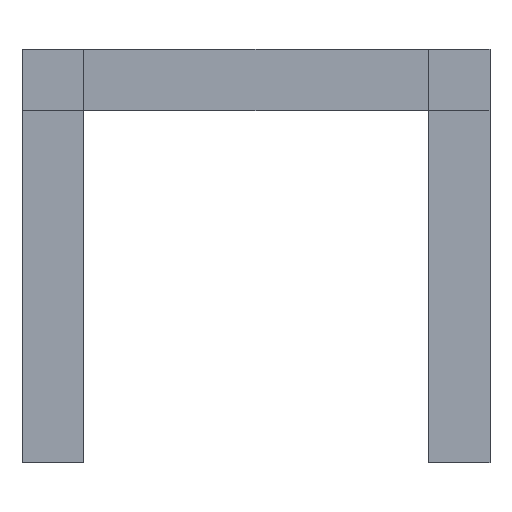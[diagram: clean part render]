
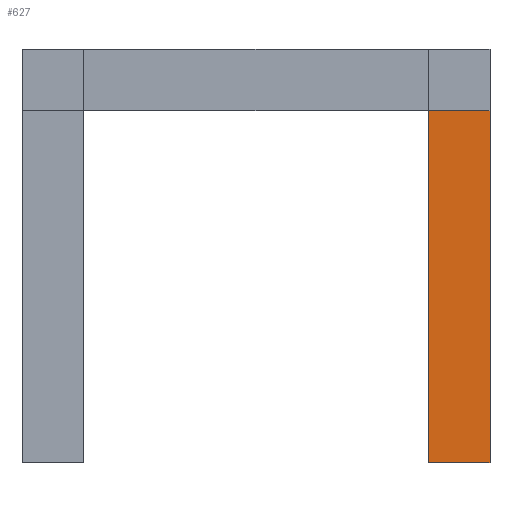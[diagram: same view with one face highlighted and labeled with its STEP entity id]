
A CAD part, top view. The second image highlights one B-rep face of the part: STEP entity #627.
In plain terms, the highlighted planar face has unit normal (0, 0, -1).
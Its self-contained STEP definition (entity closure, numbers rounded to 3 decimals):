
#627 = ADVANCED_FACE('',(#628),#641,.T.);
#628 = FACE_BOUND('',#629,.F.);
#629 = EDGE_LOOP('',(#630,#651,#665,#679));
#630 = ORIENTED_EDGE('',*,*,#631,.T.);
#631 = EDGE_CURVE('',#632,#634,#636,.T.);
#632 = VERTEX_POINT('',#633);
#633 = CARTESIAN_POINT('',(7.,14.3,0.));
#634 = VERTEX_POINT('',#635);
#635 = CARTESIAN_POINT('',(7.,0.,0.));
#636 = SURFACE_CURVE('',#637,(#640),.PCURVE_S1.);
#637 = B_SPLINE_CURVE_WITH_KNOTS('',1,(#638,#639),.UNSPECIFIED.,.F.,.F.,
  (2,2),(0.,1.),.PIECEWISE_BEZIER_KNOTS.);
#638 = CARTESIAN_POINT('',(7.,14.3,0.));
#639 = CARTESIAN_POINT('',(7.,0.,0.));
#640 = PCURVE('',#641,#646);
#641 = PLANE('',#642);
#642 = AXIS2_PLACEMENT_3D('',#643,#644,#645);
#643 = CARTESIAN_POINT('',(7.,14.3,0.));
#644 = DIRECTION('',(0.,0.,-1.));
#645 = DIRECTION('',(-1.,0.,0.));
#646 = DEFINITIONAL_REPRESENTATION('',(#647),#650);
#647 = B_SPLINE_CURVE_WITH_KNOTS('',1,(#648,#649),.UNSPECIFIED.,.F.,.F.,
  (2,2),(0.,1.),.PIECEWISE_BEZIER_KNOTS.);
#648 = CARTESIAN_POINT('',(0.,0.));
#649 = CARTESIAN_POINT('',(0.,-14.3));
#650 = ( GEOMETRIC_REPRESENTATION_CONTEXT(2) 
PARAMETRIC_REPRESENTATION_CONTEXT() REPRESENTATION_CONTEXT('2D SPACE',''
  ) );
#651 = ORIENTED_EDGE('',*,*,#652,.T.);
#652 = EDGE_CURVE('',#634,#653,#655,.T.);
#653 = VERTEX_POINT('',#654);
#654 = CARTESIAN_POINT('',(9.5,0.,0.));
#655 = SURFACE_CURVE('',#656,(#659),.PCURVE_S1.);
#656 = B_SPLINE_CURVE_WITH_KNOTS('',1,(#657,#658),.UNSPECIFIED.,.F.,.F.,
  (2,2),(0.,1.),.PIECEWISE_BEZIER_KNOTS.);
#657 = CARTESIAN_POINT('',(7.,0.,0.));
#658 = CARTESIAN_POINT('',(9.5,0.,0.));
#659 = PCURVE('',#641,#660);
#660 = DEFINITIONAL_REPRESENTATION('',(#661),#664);
#661 = B_SPLINE_CURVE_WITH_KNOTS('',1,(#662,#663),.UNSPECIFIED.,.F.,.F.,
  (2,2),(0.,1.),.PIECEWISE_BEZIER_KNOTS.);
#662 = CARTESIAN_POINT('',(0.,-14.3));
#663 = CARTESIAN_POINT('',(-2.5,-14.3));
#664 = ( GEOMETRIC_REPRESENTATION_CONTEXT(2) 
PARAMETRIC_REPRESENTATION_CONTEXT() REPRESENTATION_CONTEXT('2D SPACE',''
  ) );
#665 = ORIENTED_EDGE('',*,*,#666,.T.);
#666 = EDGE_CURVE('',#653,#667,#669,.T.);
#667 = VERTEX_POINT('',#668);
#668 = CARTESIAN_POINT('',(9.5,14.3,0.));
#669 = SURFACE_CURVE('',#670,(#673),.PCURVE_S1.);
#670 = B_SPLINE_CURVE_WITH_KNOTS('',1,(#671,#672),.UNSPECIFIED.,.F.,.F.,
  (2,2),(0.,1.),.PIECEWISE_BEZIER_KNOTS.);
#671 = CARTESIAN_POINT('',(9.5,0.,0.));
#672 = CARTESIAN_POINT('',(9.5,14.3,0.));
#673 = PCURVE('',#641,#674);
#674 = DEFINITIONAL_REPRESENTATION('',(#675),#678);
#675 = B_SPLINE_CURVE_WITH_KNOTS('',1,(#676,#677),.UNSPECIFIED.,.F.,.F.,
  (2,2),(0.,1.),.PIECEWISE_BEZIER_KNOTS.);
#676 = CARTESIAN_POINT('',(-2.5,-14.3));
#677 = CARTESIAN_POINT('',(-2.5,0.));
#678 = ( GEOMETRIC_REPRESENTATION_CONTEXT(2) 
PARAMETRIC_REPRESENTATION_CONTEXT() REPRESENTATION_CONTEXT('2D SPACE',''
  ) );
#679 = ORIENTED_EDGE('',*,*,#680,.F.);
#680 = EDGE_CURVE('',#632,#667,#681,.T.);
#681 = SURFACE_CURVE('',#682,(#685),.PCURVE_S1.);
#682 = B_SPLINE_CURVE_WITH_KNOTS('',1,(#683,#684),.UNSPECIFIED.,.F.,.F.,
  (2,2),(0.,1.),.PIECEWISE_BEZIER_KNOTS.);
#683 = CARTESIAN_POINT('',(7.,14.3,0.));
#684 = CARTESIAN_POINT('',(9.5,14.3,0.));
#685 = PCURVE('',#641,#686);
#686 = DEFINITIONAL_REPRESENTATION('',(#687),#690);
#687 = B_SPLINE_CURVE_WITH_KNOTS('',1,(#688,#689),.UNSPECIFIED.,.F.,.F.,
  (2,2),(0.,1.),.PIECEWISE_BEZIER_KNOTS.);
#688 = CARTESIAN_POINT('',(0.,0.));
#689 = CARTESIAN_POINT('',(-2.5,0.));
#690 = ( GEOMETRIC_REPRESENTATION_CONTEXT(2) 
PARAMETRIC_REPRESENTATION_CONTEXT() REPRESENTATION_CONTEXT('2D SPACE',''
  ) );
